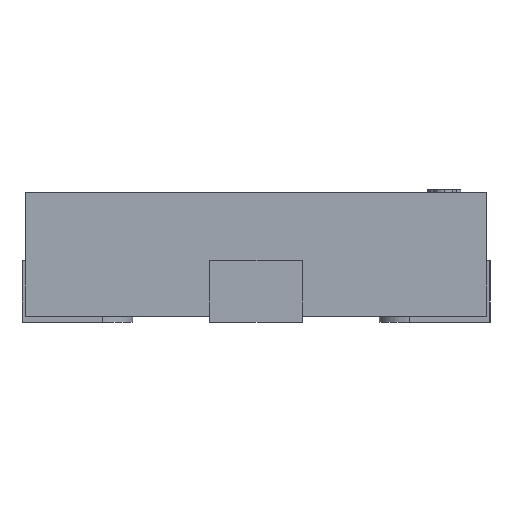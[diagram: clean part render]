
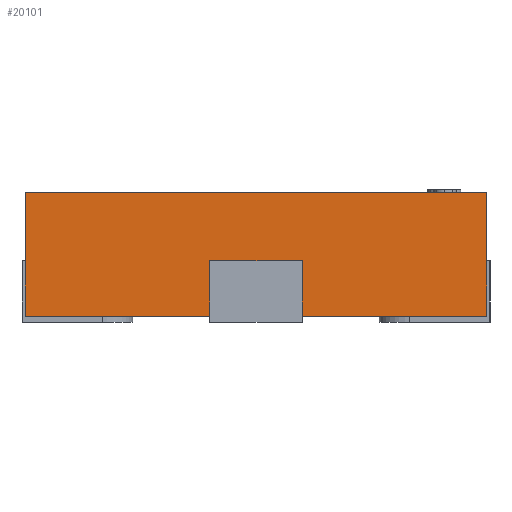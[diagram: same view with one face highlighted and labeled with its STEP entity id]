
A CAD part, left-side view. The second image highlights one B-rep face of the part: STEP entity #20101.
In plain terms, the highlighted planar face has unit normal (-1, 0, 0).
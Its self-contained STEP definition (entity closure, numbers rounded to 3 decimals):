
#111 = CARTESIAN_POINT ( 'NONE',  ( -0.75, 0.75, 0.43 ) ) ;
#1165 = CARTESIAN_POINT ( 'NONE',  ( -0.75, -0.75, 0.43 ) ) ;
#3059 = CARTESIAN_POINT ( 'NONE',  ( -0.75, -0.75, 0.43 ) ) ;
#4198 = CARTESIAN_POINT ( 'NONE',  ( -0.75, 0.75, 0.43 ) ) ;
#4243 = EDGE_CURVE ( 'NONE', #14275, #12200, #12180, .T. ) ;
#4438 = LINE ( 'NONE', #7543, #4948 ) ;
#4948 = VECTOR ( 'NONE', #17513, 1000. ) ;
#5042 = DIRECTION ( 'NONE',  ( 0., -1., 0. ) ) ;
#6366 = LINE ( 'NONE', #10863, #17281 ) ;
#6440 = LINE ( 'NONE', #111, #11024 ) ;
#7046 = EDGE_CURVE ( 'NONE', #12230, #12200, #6366, .T. ) ;
#7543 = CARTESIAN_POINT ( 'NONE',  ( -0.75, 0.75, 0.43 ) ) ;
#7632 = AXIS2_PLACEMENT_3D ( 'NONE', #4198, #17182, #20496 ) ;
#8657 = FACE_OUTER_BOUND ( 'NONE', #10628, .T. ) ;
#10355 = CARTESIAN_POINT ( 'NONE',  ( -0.75, -0.75, 0.03 ) ) ;
#10628 = EDGE_LOOP ( 'NONE', ( #13286, #13844, #19755, #17647 ) ) ;
#10863 = CARTESIAN_POINT ( 'NONE',  ( -0.75, 0.75, 0.03 ) ) ;
#11024 = VECTOR ( 'NONE', #5042, 1000. ) ;
#11064 = CARTESIAN_POINT ( 'NONE',  ( -0.75, 0.75, 0.43 ) ) ;
#12180 = LINE ( 'NONE', #1165, #15665 ) ;
#12200 = VERTEX_POINT ( 'NONE', #10355 ) ;
#12230 = VERTEX_POINT ( 'NONE', #20407 ) ;
#12636 = EDGE_CURVE ( 'NONE', #19171, #14275, #6440, .T. ) ;
#13286 = ORIENTED_EDGE ( 'NONE', *, *, #7046, .T. ) ;
#13844 = ORIENTED_EDGE ( 'NONE', *, *, #4243, .F. ) ;
#14091 = DIRECTION ( 'NONE',  ( 0., -1., 0. ) ) ;
#14275 = VERTEX_POINT ( 'NONE', #3059 ) ;
#15163 = PLANE ( 'NONE',  #7632 ) ;
#15665 = VECTOR ( 'NONE', #20425, 1000. ) ;
#15821 = EDGE_CURVE ( 'NONE', #19171, #12230, #4438, .T. ) ;
#17182 = DIRECTION ( 'NONE',  ( 1., 0., 0. ) ) ;
#17281 = VECTOR ( 'NONE', #14091, 1000. ) ;
#17513 = DIRECTION ( 'NONE',  ( 0., 0., -1. ) ) ;
#17647 = ORIENTED_EDGE ( 'NONE', *, *, #15821, .T. ) ;
#19171 = VERTEX_POINT ( 'NONE', #11064 ) ;
#19755 = ORIENTED_EDGE ( 'NONE', *, *, #12636, .F. ) ;
#20101 = ADVANCED_FACE ( 'NONE', ( #8657 ), #15163, .F. ) ;
#20407 = CARTESIAN_POINT ( 'NONE',  ( -0.75, 0.75, 0.03 ) ) ;
#20425 = DIRECTION ( 'NONE',  ( 0., 0., -1. ) ) ;
#20496 = DIRECTION ( 'NONE',  ( 0., 1., 0. ) ) ;
